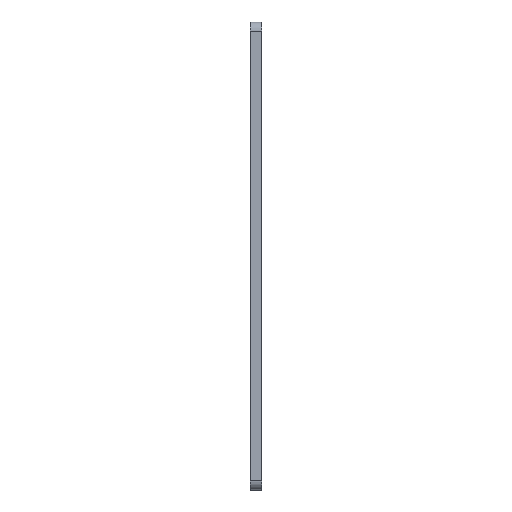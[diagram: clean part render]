
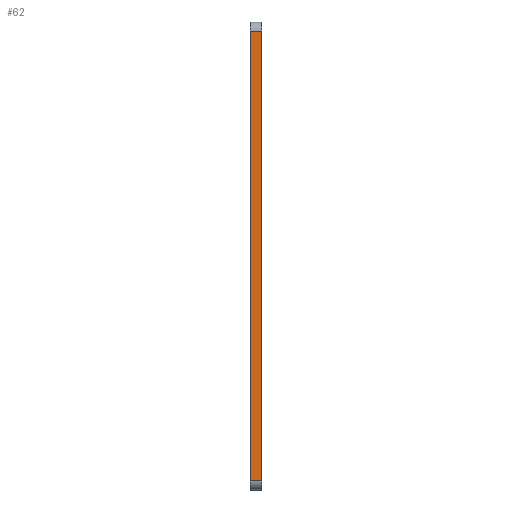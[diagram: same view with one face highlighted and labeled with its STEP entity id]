
A CAD part, left-side view. The second image highlights one B-rep face of the part: STEP entity #62.
In plain terms, the highlighted planar face has unit normal (-1, 0, 0).
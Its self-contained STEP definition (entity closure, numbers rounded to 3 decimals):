
#28 = VECTOR ( 'NONE', #366, 1000. ) ;
#48 = VECTOR ( 'NONE', #851, 1000. ) ;
#62 = ADVANCED_FACE ( 'NONE', ( #571 ), #981, .F. ) ;
#115 = CARTESIAN_POINT ( 'NONE',  ( -64.736, 0., -50.57 ) ) ;
#135 = CARTESIAN_POINT ( 'NONE',  ( -64.736, 3., 69.75 ) ) ;
#160 = VERTEX_POINT ( 'NONE', #1066 ) ;
#229 = CARTESIAN_POINT ( 'NONE',  ( -64.736, 3., -50.57 ) ) ;
#244 = EDGE_LOOP ( 'NONE', ( #897, #892, #450, #603 ) ) ;
#275 = LINE ( 'NONE', #880, #48 ) ;
#294 = EDGE_CURVE ( 'NONE', #568, #702, #275, .T. ) ;
#299 = CARTESIAN_POINT ( 'NONE',  ( -64.736, 3., 69.75 ) ) ;
#329 = CARTESIAN_POINT ( 'NONE',  ( -64.736, 0., -53.11 ) ) ;
#366 = DIRECTION ( 'NONE',  ( 0., 1., 0. ) ) ;
#371 = VECTOR ( 'NONE', #1001, 1000. ) ;
#402 = DIRECTION ( 'NONE',  ( 0., 0., 1. ) ) ;
#418 = CARTESIAN_POINT ( 'NONE',  ( -64.736, 3., -53.11 ) ) ;
#450 = ORIENTED_EDGE ( 'NONE', *, *, #1106, .T. ) ;
#490 = EDGE_CURVE ( 'NONE', #568, #961, #808, .T. ) ;
#505 = DIRECTION ( 'NONE',  ( 0., 0., -1. ) ) ;
#528 = EDGE_CURVE ( 'NONE', #160, #961, #937, .T. ) ;
#568 = VERTEX_POINT ( 'NONE', #229 ) ;
#571 = FACE_OUTER_BOUND ( 'NONE', #244, .T. ) ;
#603 = ORIENTED_EDGE ( 'NONE', *, *, #528, .T. ) ;
#691 = DIRECTION ( 'NONE',  ( 1., 0., 0. ) ) ;
#702 = VERTEX_POINT ( 'NONE', #115 ) ;
#808 = LINE ( 'NONE', #418, #1060 ) ;
#851 = DIRECTION ( 'NONE',  ( 0., -1., 0. ) ) ;
#880 = CARTESIAN_POINT ( 'NONE',  ( -64.736, 3., -50.57 ) ) ;
#892 = ORIENTED_EDGE ( 'NONE', *, *, #294, .T. ) ;
#897 = ORIENTED_EDGE ( 'NONE', *, *, #490, .F. ) ;
#909 = CARTESIAN_POINT ( 'NONE',  ( -64.736, 3., -53.11 ) ) ;
#937 = LINE ( 'NONE', #299, #28 ) ;
#961 = VERTEX_POINT ( 'NONE', #135 ) ;
#973 = AXIS2_PLACEMENT_3D ( 'NONE', #909, #691, #505 ) ;
#981 = PLANE ( 'NONE',  #973 ) ;
#1001 = DIRECTION ( 'NONE',  ( 0., 0., 1. ) ) ;
#1017 = LINE ( 'NONE', #329, #371 ) ;
#1060 = VECTOR ( 'NONE', #402, 1000. ) ;
#1066 = CARTESIAN_POINT ( 'NONE',  ( -64.736, 0., 69.75 ) ) ;
#1106 = EDGE_CURVE ( 'NONE', #702, #160, #1017, .T. ) ;
